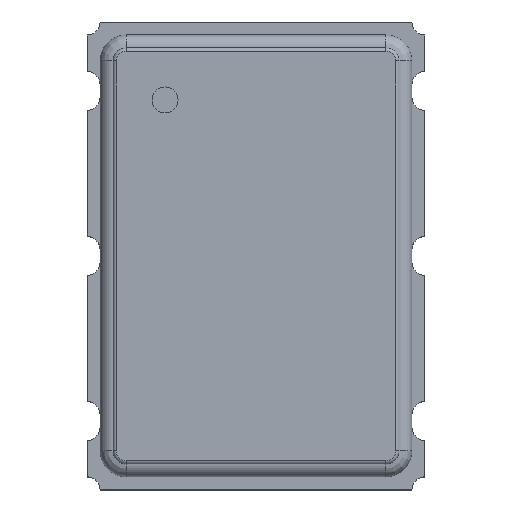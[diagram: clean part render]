
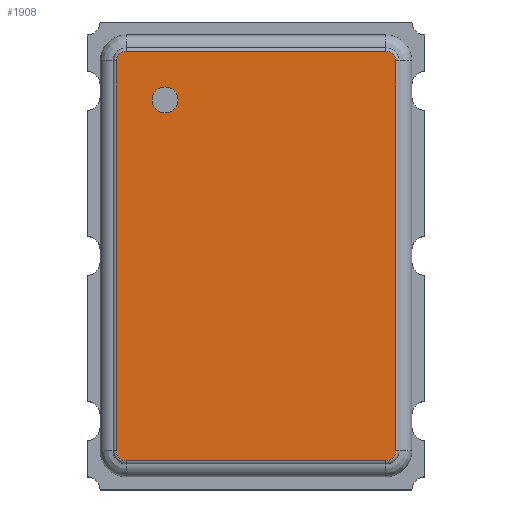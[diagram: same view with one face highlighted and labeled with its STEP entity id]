
A CAD part, top view. The second image highlights one B-rep face of the part: STEP entity #1908.
In plain terms, the highlighted planar face has unit normal (0, 0, 1).
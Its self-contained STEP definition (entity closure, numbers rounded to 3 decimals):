
#1449=CARTESIAN_POINT('',(-1.2,2.4,1.4));
#1450=VERTEX_POINT('',#1449);
#1459=CARTESIAN_POINT('',(-1.6,2.4,1.4));
#1460=VERTEX_POINT('',#1459);
#1461=CARTESIAN_POINT('',(-1.4,2.4,1.4));
#1462=DIRECTION('',(0.0,0.0,-1.0));
#1463=DIRECTION('',(1.0,0.0,0.0));
#1464=AXIS2_PLACEMENT_3D('',#1461,#1462,#1463);
#1465=CIRCLE('',#1464,0.2);
#1466=EDGE_CURVE('',#1460,#1450,#1465,.T.);
#1500=CARTESIAN_POINT('',(-1.4,2.4,1.4));
#1501=DIRECTION('',(0.0,0.0,-1.0));
#1502=DIRECTION('',(1.0,0.0,0.0));
#1503=AXIS2_PLACEMENT_3D('',#1500,#1501,#1502);
#1504=CIRCLE('',#1503,0.2);
#1505=EDGE_CURVE('',#1450,#1460,#1504,.T.);
#1527=CARTESIAN_POINT('',(-2.15,-3.,1.4));
#1528=VERTEX_POINT('',#1527);
#1536=CARTESIAN_POINT('',(-2.15,3.,1.4));
#1537=VERTEX_POINT('',#1536);
#1538=CARTESIAN_POINT('',(-2.15,-3.,1.4));
#1539=DIRECTION('',(0.0,1.0,0.0));
#1540=VECTOR('',#1539,6.);
#1541=LINE('',#1538,#1540);
#1542=EDGE_CURVE('',#1528,#1537,#1541,.T.);
#1569=CARTESIAN_POINT('',(-2.0,-3.15,1.4));
#1570=VERTEX_POINT('',#1569);
#1578=CARTESIAN_POINT('',(-2.0,-3.,1.4));
#1579=DIRECTION('',(0.,0.,-1.0));
#1580=DIRECTION('',(-0.707,-0.707,0.));
#1581=AXIS2_PLACEMENT_3D('',#1578,#1579,#1580);
#1582=CIRCLE('',#1581,0.15);
#1583=EDGE_CURVE('',#1570,#1528,#1582,.T.);
#1601=CARTESIAN_POINT('',(-2.0,3.15,1.4));
#1602=VERTEX_POINT('',#1601);
#1620=CARTESIAN_POINT('',(-2.0,3.,1.4));
#1621=DIRECTION('',(0.,0.,-1.0));
#1622=DIRECTION('',(-0.707,0.707,0.));
#1623=AXIS2_PLACEMENT_3D('',#1620,#1621,#1622);
#1624=CIRCLE('',#1623,0.15);
#1625=EDGE_CURVE('',#1537,#1602,#1624,.T.);
#1637=CARTESIAN_POINT('',(2.,-3.15,1.4));
#1638=VERTEX_POINT('',#1637);
#1646=CARTESIAN_POINT('',(2.,-3.15,1.4));
#1647=DIRECTION('',(-1.0,0.0,0.0));
#1648=VECTOR('',#1647,4.);
#1649=LINE('',#1646,#1648);
#1650=EDGE_CURVE('',#1638,#1570,#1649,.T.);
#1667=CARTESIAN_POINT('',(2.,3.15,1.4));
#1668=VERTEX_POINT('',#1667);
#1685=CARTESIAN_POINT('',(-2.0,3.15,1.4));
#1686=DIRECTION('',(1.0,0.0,0.0));
#1687=VECTOR('',#1686,4.);
#1688=LINE('',#1685,#1687);
#1689=EDGE_CURVE('',#1602,#1668,#1688,.T.);
#1701=CARTESIAN_POINT('',(2.15,-3.,1.4));
#1702=VERTEX_POINT('',#1701);
#1710=CARTESIAN_POINT('',(2.,-3.,1.4));
#1711=DIRECTION('',(0.,0.,-1.0));
#1712=DIRECTION('',(0.707,-0.707,0.));
#1713=AXIS2_PLACEMENT_3D('',#1710,#1711,#1712);
#1714=CIRCLE('',#1713,0.15);
#1715=EDGE_CURVE('',#1702,#1638,#1714,.T.);
#1733=CARTESIAN_POINT('',(2.15,3.,1.4));
#1734=VERTEX_POINT('',#1733);
#1752=CARTESIAN_POINT('',(2.0,3.,1.4));
#1753=DIRECTION('',(0.,0.,-1.0));
#1754=DIRECTION('',(0.707,0.707,0.));
#1755=AXIS2_PLACEMENT_3D('',#1752,#1753,#1754);
#1756=CIRCLE('',#1755,0.15);
#1757=EDGE_CURVE('',#1668,#1734,#1756,.T.);
#1775=CARTESIAN_POINT('',(2.15,3.,1.4));
#1776=DIRECTION('',(0.0,-1.0,0.0));
#1777=VECTOR('',#1776,6.);
#1778=LINE('',#1775,#1777);
#1779=EDGE_CURVE('',#1734,#1702,#1778,.T.);
#1889=CARTESIAN_POINT('',(0.0,0.,1.4));
#1890=DIRECTION('',(0.0,0.0,1.0));
#1891=DIRECTION('',(1.0,0.0,0.0));
#1892=AXIS2_PLACEMENT_3D('',#1889,#1890,#1891);
#1893=PLANE('',#1892);
#1894=ORIENTED_EDGE('',*,*,#1542,.F.);
#1895=ORIENTED_EDGE('',*,*,#1583,.F.);
#1896=ORIENTED_EDGE('',*,*,#1650,.F.);
#1897=ORIENTED_EDGE('',*,*,#1715,.F.);
#1898=ORIENTED_EDGE('',*,*,#1779,.F.);
#1899=ORIENTED_EDGE('',*,*,#1757,.F.);
#1900=ORIENTED_EDGE('',*,*,#1689,.F.);
#1901=ORIENTED_EDGE('',*,*,#1625,.F.);
#1902=EDGE_LOOP('',(#1894,#1895,#1896,#1897,#1898,#1899,#1900,#1901));
#1903=FACE_OUTER_BOUND('',#1902,.T.);
#1904=ORIENTED_EDGE('',*,*,#1505,.T.);
#1905=ORIENTED_EDGE('',*,*,#1466,.T.);
#1906=EDGE_LOOP('',(#1904,#1905));
#1907=FACE_BOUND('',#1906,.T.);
#1908=ADVANCED_FACE('',(#1903,#1907),#1893,.T.);
